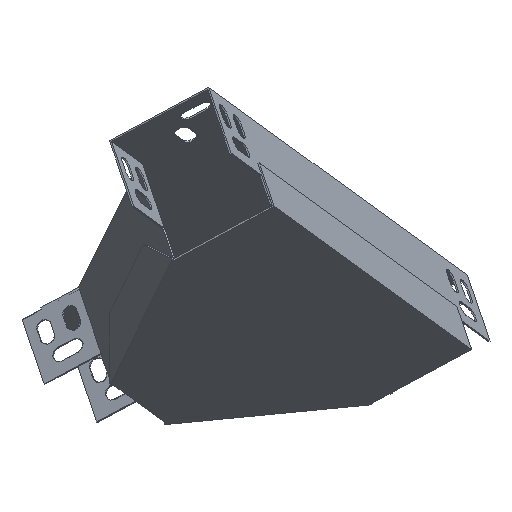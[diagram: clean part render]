
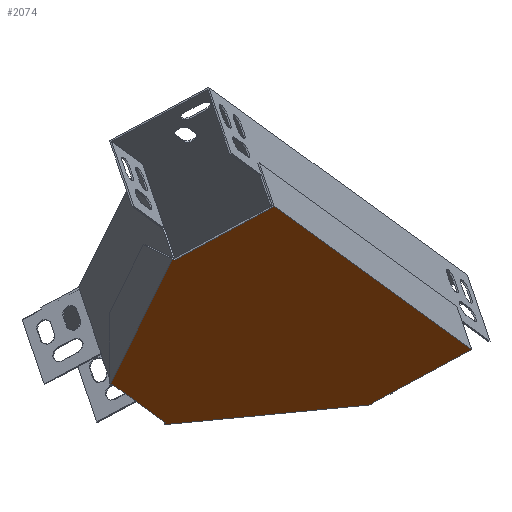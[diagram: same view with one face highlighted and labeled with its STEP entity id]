
A CAD part, front view. The second image highlights one B-rep face of the part: STEP entity #2074.
In plain terms, the highlighted planar face has unit normal (0.283, -0.485, -0.827).
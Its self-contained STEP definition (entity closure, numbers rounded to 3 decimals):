
#32 = DIRECTION ( 'NONE',  ( -0.455, -0.827, 0.33 ) ) ;
#33 = EDGE_CURVE ( 'NONE', #3628, #4828, #3253, .T. ) ;
#107 = CARTESIAN_POINT ( 'NONE',  ( 96.214, 214.163, -25.89 ) ) ;
#297 = CARTESIAN_POINT ( 'NONE',  ( 96.435, 213.535, -25.447 ) ) ;
#448 = EDGE_CURVE ( 'NONE', #3628, #3694, #3079, .T. ) ;
#500 = DIRECTION ( 'NONE',  ( 0.919, 0.385, 0.088 ) ) ;
#504 = DIRECTION ( 'NONE',  ( 0.919, 0.385, 0.088 ) ) ;
#559 = CARTESIAN_POINT ( 'NONE',  ( -17.449, 132.933, -17.088 ) ) ;
#630 = CARTESIAN_POINT ( 'NONE',  ( 96.6, 213.065, -25.114 ) ) ;
#880 = EDGE_CURVE ( 'NONE', #2875, #5108, #2866, .T. ) ;
#971 = PLANE ( 'NONE',  #2661 ) ;
#1108 = CARTESIAN_POINT ( 'NONE',  ( 52.898, 39.694, 61.679 ) ) ;
#1143 = FACE_OUTER_BOUND ( 'NONE', #1190, .T. ) ;
#1156 = CARTESIAN_POINT ( 'NONE',  ( 9.284, 54.994, 37.788 ) ) ;
#1190 = EDGE_LOOP ( 'NONE', ( #4916, #4351, #3448, #3224, #3786, #1700, #1648, #4575, #4167, #5176 ) ) ;
#1303 = EDGE_CURVE ( 'NONE', #3694, #2875, #2165, .T. ) ;
#1305 = CARTESIAN_POINT ( 'NONE',  ( 8.549, 54.686, 37.717 ) ) ;
#1411 = EDGE_CURVE ( 'NONE', #5182, #4828, #1979, .T. ) ;
#1464 = CARTESIAN_POINT ( 'NONE',  ( 140.177, 198.469, -1.649 ) ) ;
#1476 = CARTESIAN_POINT ( 'NONE',  ( -17.449, 132.933, -17.088 ) ) ;
#1504 = DIRECTION ( 'NONE',  ( 0.276, -0.785, 0.555 ) ) ;
#1598 = EDGE_CURVE ( 'NONE', #1923, #3996, #1724, .T. ) ;
#1648 = ORIENTED_EDGE ( 'NONE', *, *, #1598, .T. ) ;
#1659 = EDGE_CURVE ( 'NONE', #1923, #5108, #1702, .T. ) ;
#1694 = VECTOR ( 'NONE', #4408, 1000. ) ;
#1700 = ORIENTED_EDGE ( 'NONE', *, *, #1659, .F. ) ;
#1702 = LINE ( 'NONE', #1108, #1694 ) ;
#1706 = VECTOR ( 'NONE', #3344, 1000. ) ;
#1724 = LINE ( 'NONE', #4766, #1706 ) ;
#1923 = VERTEX_POINT ( 'NONE', #3625 ) ;
#1948 = VECTOR ( 'NONE', #4051, 1000. ) ;
#1979 = LINE ( 'NONE', #559, #1948 ) ;
#2054 = DIRECTION ( 'NONE',  ( 0.276, -0.785, 0.555 ) ) ;
#2074 = ADVANCED_FACE ( 'NONE', ( #1143 ), #971, .F. ) ;
#2080 = VERTEX_POINT ( 'NONE', #4647 ) ;
#2109 = DIRECTION ( 'NONE',  ( 0.845, -0.283, 0.455 ) ) ;
#2150 = DIRECTION ( 'NONE',  ( -0.283, 0.485, 0.827 ) ) ;
#2152 = VECTOR ( 'NONE', #2054, 1000. ) ;
#2165 = LINE ( 'NONE', #297, #2152 ) ;
#2271 = CARTESIAN_POINT ( 'NONE',  ( 9.835, 55.225, 37.841 ) ) ;
#2661 = AXIS2_PLACEMENT_3D ( 'NONE', #3096, #2150, #32 ) ;
#2674 = CARTESIAN_POINT ( 'NONE',  ( 96.6, 213.065, -25.114 ) ) ;
#2804 = CARTESIAN_POINT ( 'NONE',  ( 5.652, 174.957, -33.849 ) ) ;
#2845 = VECTOR ( 'NONE', #2109, 1000. ) ;
#2866 = LINE ( 'NONE', #630, #2845 ) ;
#2875 = VERTEX_POINT ( 'NONE', #2674 ) ;
#2895 = CARTESIAN_POINT ( 'NONE',  ( 4.227, 175.62, -34.726 ) ) ;
#2901 = CARTESIAN_POINT ( 'NONE',  ( -19.047, 133.282, -17.839 ) ) ;
#3055 = VECTOR ( 'NONE', #500, 1000. ) ;
#3079 = LINE ( 'NONE', #2895, #3055 ) ;
#3096 = CARTESIAN_POINT ( 'NONE',  ( -27.349, 161.129, -37.019 ) ) ;
#3224 = ORIENTED_EDGE ( 'NONE', *, *, #1303, .T. ) ;
#3246 = VECTOR ( 'NONE', #4526, 1000. ) ;
#3253 = LINE ( 'NONE', #3521, #3246 ) ;
#3344 = DIRECTION ( 'NONE',  ( -0.845, 0.283, -0.455 ) ) ;
#3448 = ORIENTED_EDGE ( 'NONE', *, *, #448, .T. ) ;
#3521 = CARTESIAN_POINT ( 'NONE',  ( 5.487, 175.428, -34.182 ) ) ;
#3531 = EDGE_CURVE ( 'NONE', #2080, #5182, #4882, .T. ) ;
#3539 = EDGE_CURVE ( 'NONE', #2080, #4332, #4832, .T. ) ;
#3540 = EDGE_CURVE ( 'NONE', #4332, #3996, #4835, .T. ) ;
#3625 = CARTESIAN_POINT ( 'NONE',  ( 53.412, 40.63, 61.305 ) ) ;
#3628 = VERTEX_POINT ( 'NONE', #4591 ) ;
#3694 = VERTEX_POINT ( 'NONE', #107 ) ;
#3786 = ORIENTED_EDGE ( 'NONE', *, *, #880, .T. ) ;
#3996 = VERTEX_POINT ( 'NONE', #2271 ) ;
#4051 = DIRECTION ( 'NONE',  ( 0.455, 0.827, -0.33 ) ) ;
#4167 = ORIENTED_EDGE ( 'NONE', *, *, #3539, .F. ) ;
#4332 = VERTEX_POINT ( 'NONE', #1305 ) ;
#4351 = ORIENTED_EDGE ( 'NONE', *, *, #33, .F. ) ;
#4408 = DIRECTION ( 'NONE',  ( 0.455, 0.827, -0.33 ) ) ;
#4526 = DIRECTION ( 'NONE',  ( 0.276, -0.785, 0.555 ) ) ;
#4575 = ORIENTED_EDGE ( 'NONE', *, *, #3540, .F. ) ;
#4591 = CARTESIAN_POINT ( 'NONE',  ( 5.267, 176.056, -34.626 ) ) ;
#4647 = CARTESIAN_POINT ( 'NONE',  ( -18.735, 132.394, -17.211 ) ) ;
#4766 = CARTESIAN_POINT ( 'NONE',  ( 52.737, 40.856, 60.941 ) ) ;
#4828 = VERTEX_POINT ( 'NONE', #2804 ) ;
#4830 = VECTOR ( 'NONE', #1504, 1000. ) ;
#4832 = LINE ( 'NONE', #2901, #4830 ) ;
#4835 = LINE ( 'NONE', #1156, #4847 ) ;
#4837 = CARTESIAN_POINT ( 'NONE',  ( -18., 132.702, -17.141 ) ) ;
#4840 = VECTOR ( 'NONE', #504, 1000. ) ;
#4847 = VECTOR ( 'NONE', #4855, 1000. ) ;
#4855 = DIRECTION ( 'NONE',  ( 0.919, 0.385, 0.088 ) ) ;
#4882 = LINE ( 'NONE', #4837, #4840 ) ;
#4916 = ORIENTED_EDGE ( 'NONE', *, *, #1411, .T. ) ;
#5108 = VERTEX_POINT ( 'NONE', #1464 ) ;
#5176 = ORIENTED_EDGE ( 'NONE', *, *, #3531, .T. ) ;
#5182 = VERTEX_POINT ( 'NONE', #1476 ) ;
